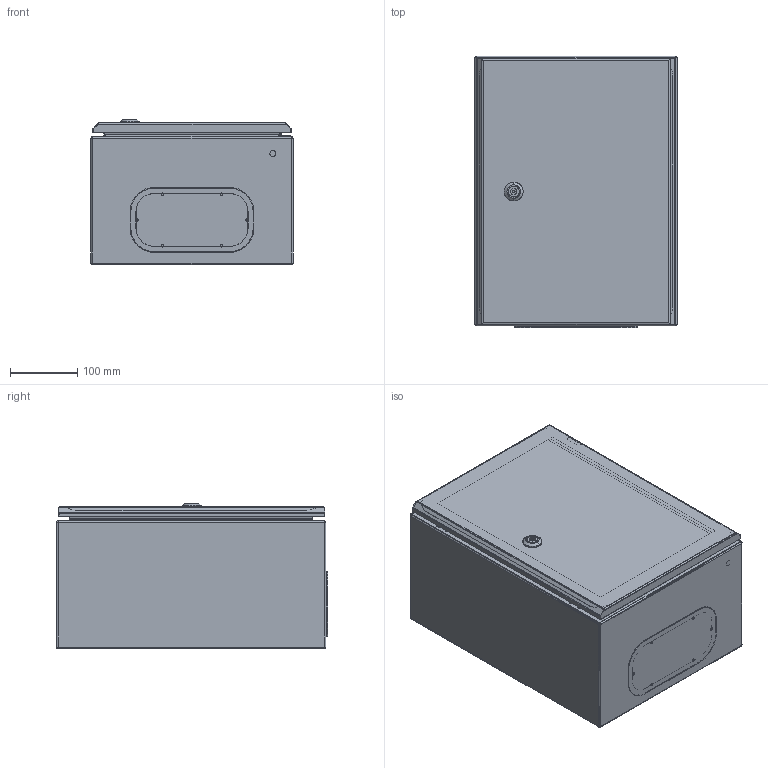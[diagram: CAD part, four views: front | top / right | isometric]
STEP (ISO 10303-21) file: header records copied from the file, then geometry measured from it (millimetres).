
FILE_DESCRIPTION (( 'STEP AP203' ), '1' );
FILE_NAME ('RH_342.STEP', '2019-05-23T12:42:00', ( '' ), ( '' ), 'SwSTEP 2.0', 'SolidWorks 2012', '' );
FILE_SCHEMA (( 'CONFIG_CONTROL_DESIGN' ));
Length unit declared in the file: millimetre
Products named in the file (16): Zawias_skrzynki_RH; RH_342; FH-M8-20-STCu; RH_GR1-PT-M6-15-StCu; RH_GR1-Uziemienie; RH_GR1-RHdrzwi_34; RH-Dekiel_Dekiel182x95; RH_GR1-RH_zawias_drzwi; RH_GR1-Flange322; RH_GR1-UszczelkaRH_34; RH_GR1-RHdrzwibl_34; RH_GR1-ZAMEK IP 65; RH__RHSS_GR1_PM_34; RH_Korpus_uproszczony_RH 342 Korpus; FH-M8-40-STCu
Assembly tree (17 placements, depth 3):
  RH_342
    RH_Korpus_uproszczony_RH 342 Korpus
    FH-M8-40-STCu  x4
    RH__RHSS_GR1_PM_34
    RH_GR1-RHdrzwi_34
      RH_GR1-RHdrzwibl_34
      RH_GR1-ZAMEK IP 65
      RH_GR1-RH_zawias_drzwi
      RH_GR1-UszczelkaRH_34
      RH_GR1-Flange322
    RH-Dekiel_Dekiel182x95
    Zawias_skrzynki_RH  x2
    FH-M8-20-STCu  x2
  RH_GR1-PT-M6-15-StCu
  RH_GR1-Uziemienie
  RH_GR1-RH_zawias_drzwi
Bounding box: 300 x 402.7 x 215.83 mm (x, y, z)
Volume: 1080326.4 mm3; surface area: 1438711.6 mm2
Topology: 21 solids, 22 shells, 876 faces, 2326 edges, 1483 vertices
Faces by surface type: plane 332, cylinder 282, bspline 129, cone 77, torus 40, sphere 16
Entity records: 34045 total; most frequent: CARTESIAN_POINT 12864, ORIENTED_EDGE 4322, DIRECTION 3799, EDGE_CURVE 2161, AXIS2_PLACEMENT_3D 1424, VERTEX_POINT 1391, LINE 951, VECTOR 951
